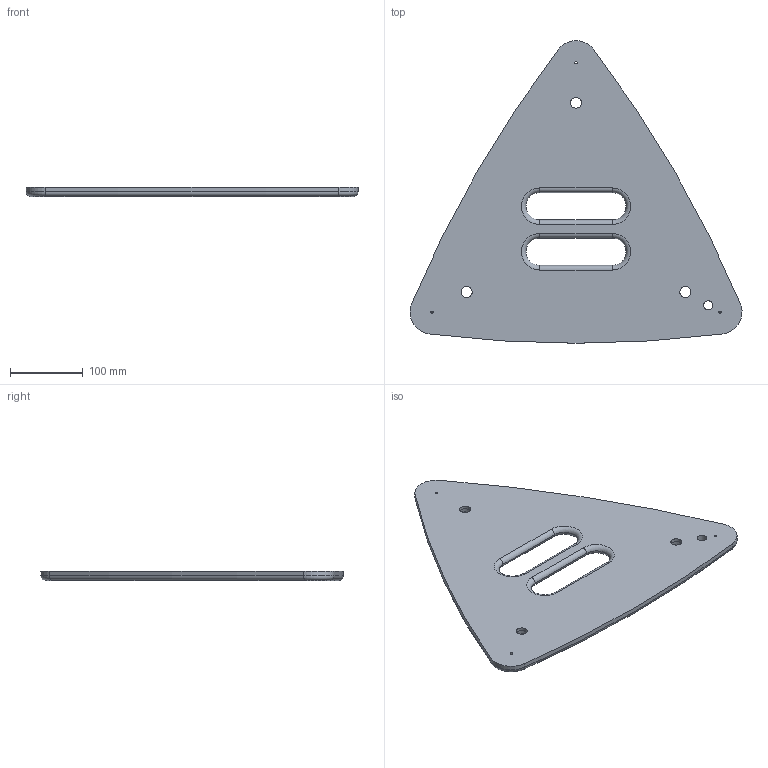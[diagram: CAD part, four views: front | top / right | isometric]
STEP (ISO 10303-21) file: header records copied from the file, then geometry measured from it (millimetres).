
FILE_DESCRIPTION((''),'2;1');
FILE_NAME('_TOP PLATE.ipt.step','2013-12-08T06:22:44',(''),(''),'Autodesk Inventor 2013','Autodesk Inventor 2013','');
FILE_SCHEMA(('AUTOMOTIVE_DESIGN { 1 0 10303 214 1 1 1 1 }'));
Length unit declared in the file: millimetre
Products named in the file (1): _TOP PLATE
Bounding box: 455.75 x 415.26 x 12.5 mm (x, y, z)
Volume: 1296112.8 mm3; surface area: 233241.3 mm2
Topology: 1 solids, 1 shells, 43 faces, 100 edges, 62 vertices
Faces by surface type: cylinder 24, torus 14, plane 5
Full cylindrical faces by diameter (mm): 3.175 x3, 12.5 x1, 15 x3, 23 x3
Entity records: 1266 total; most frequent: DIRECTION 250, CARTESIAN_POINT 196, ORIENTED_EDGE 180, AXIS2_PLACEMENT_3D 116, EDGE_CURVE 90, EDGE_LOOP 74, CIRCLE 72, VERTEX_POINT 62
